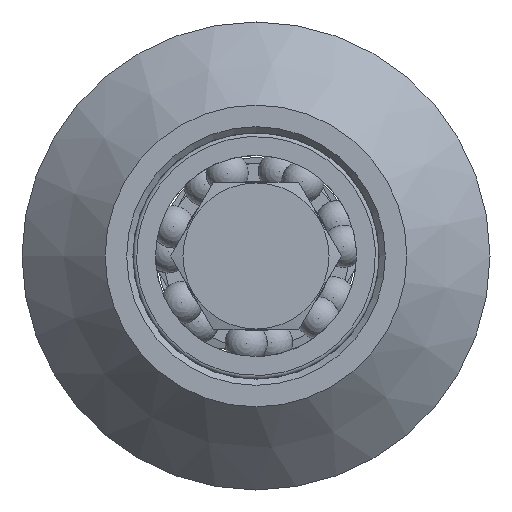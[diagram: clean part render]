
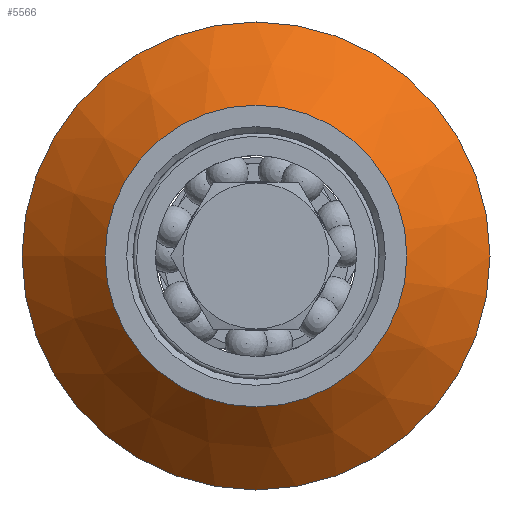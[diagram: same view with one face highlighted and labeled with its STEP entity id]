
A CAD part, left-side view. The second image highlights one B-rep face of the part: STEP entity #5566.
In plain terms, the highlighted conical face has half-angle 45 degrees and reference radius 31.25 mm.
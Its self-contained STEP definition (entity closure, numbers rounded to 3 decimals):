
#829=FACE_OUTER_BOUND('',#1138,.T.);
#1138=EDGE_LOOP('',(#4899,#4900,#4901,#4902));
#1515=LINE('',#9640,#1833);
#1833=VECTOR('',#7681,31.25);
#2089=CIRCLE('',#6291,24.5);
#2092=CIRCLE('',#6297,38.);
#2607=VERTEX_POINT('',#9625);
#2610=VERTEX_POINT('',#9636);
#3396=EDGE_CURVE('',#2607,#2607,#2089,.T.);
#3401=EDGE_CURVE('',#2610,#2610,#2092,.T.);
#3403=EDGE_CURVE('',#2607,#2610,#1515,.T.);
#4899=ORIENTED_EDGE('',*,*,#3396,.F.);
#4900=ORIENTED_EDGE('',*,*,#3403,.T.);
#4901=ORIENTED_EDGE('',*,*,#3401,.T.);
#4902=ORIENTED_EDGE('',*,*,#3403,.F.);
#5318=CONICAL_SURFACE('',#6298,31.25,0.785);
#5566=ADVANCED_FACE('',(#829),#5318,.T.);
#6291=AXIS2_PLACEMENT_3D('',#9626,#7662,#7663);
#6297=AXIS2_PLACEMENT_3D('',#9637,#7676,#7677);
#6298=AXIS2_PLACEMENT_3D('',#9639,#7679,#7680);
#7662=DIRECTION('center_axis',(1.,0.,0.));
#7663=DIRECTION('ref_axis',(0.,1.,0.));
#7676=DIRECTION('center_axis',(1.,0.,0.));
#7677=DIRECTION('ref_axis',(0.,1.,0.));
#7679=DIRECTION('center_axis',(-1.,0.,0.));
#7680=DIRECTION('ref_axis',(0.,1.,0.));
#7681=DIRECTION('',(-0.707,-0.707,0.));
#9625=CARTESIAN_POINT('',(22.,-24.5,0.));
#9626=CARTESIAN_POINT('Origin',(22.,0.,0.));
#9636=CARTESIAN_POINT('',(8.5,-38.,0.));
#9637=CARTESIAN_POINT('Origin',(8.5,0.,0.));
#9639=CARTESIAN_POINT('Origin',(15.25,0.,0.));
#9640=CARTESIAN_POINT('',(15.25,-31.25,0.));
